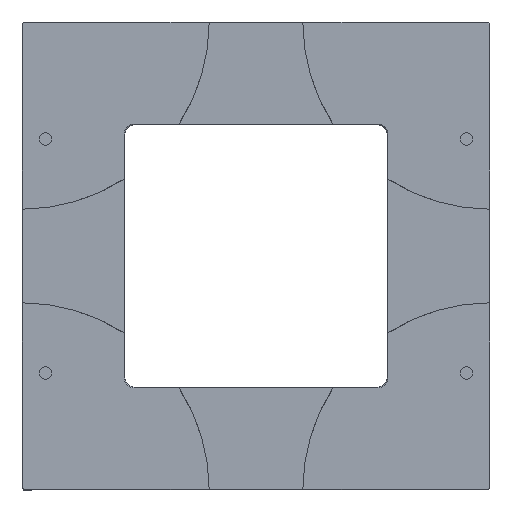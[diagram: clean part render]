
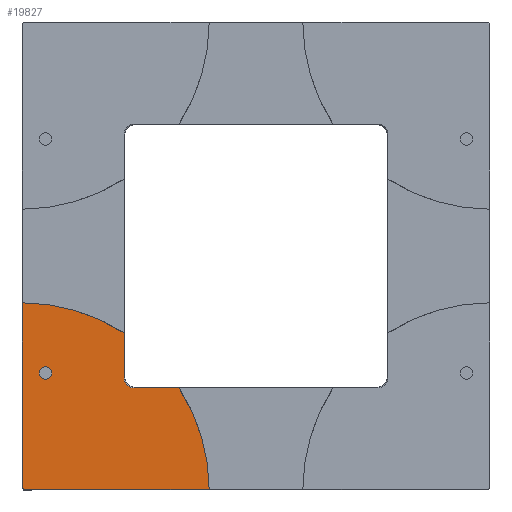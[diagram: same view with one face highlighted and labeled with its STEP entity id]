
A CAD part, front view. The second image highlights one B-rep face of the part: STEP entity #19827.
In plain terms, the highlighted planar face has unit normal (0, -1, 0).
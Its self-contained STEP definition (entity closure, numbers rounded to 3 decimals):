
#42 = CARTESIAN_POINT ( 'NONE',  ( -292.848, 0., 62.5 ) ) ;
#444 = AXIS2_PLACEMENT_3D ( 'NONE', #22039, #16714, #1822 ) ;
#1010 = DIRECTION ( 'NONE',  ( 0., 0., -1. ) ) ;
#1440 = VERTEX_POINT ( 'NONE', #16650 ) ;
#1499 = AXIS2_PLACEMENT_3D ( 'NONE', #5224, #14233, #8558 ) ;
#1628 = ORIENTED_EDGE ( 'NONE', *, *, #5951, .T. ) ;
#1740 = VERTEX_POINT ( 'NONE', #7750 ) ;
#1822 = DIRECTION ( 'NONE',  ( -1., 0., 0. ) ) ;
#2161 = CARTESIAN_POINT ( 'NONE',  ( -289.548, 0., 62.5 ) ) ;
#2643 = CIRCLE ( 'NONE', #444, 5.5 ) ;
#3149 = DIRECTION ( 'NONE',  ( -1., 0., 0. ) ) ;
#3417 = FACE_BOUND ( 'NONE', #6995, .T. ) ;
#3537 = CARTESIAN_POINT ( 'NONE',  ( -286.248, 0., 62.5 ) ) ;
#3631 = CARTESIAN_POINT ( 'NONE',  ( -301.548, 0., 99.999 ) ) ;
#4005 = CARTESIAN_POINT ( 'NONE',  ( -242.048, 0., 54.5 ) ) ;
#4594 = DIRECTION ( 'NONE',  ( 1., 0., 0. ) ) ;
#4680 = DIRECTION ( 'NONE',  ( 0., 1., 0. ) ) ;
#4735 = EDGE_LOOP ( 'NONE', ( #12503, #7593, #7475, #12775, #6799, #12544, #10727, #11665 ) ) ;
#5224 = CARTESIAN_POINT ( 'NONE',  ( -302.048, 0., 0. ) ) ;
#5679 = DIRECTION ( 'NONE',  ( 1., 0., 0. ) ) ;
#5951 = EDGE_CURVE ( 'NONE', #21698, #20432, #23535, .T. ) ;
#5963 = CARTESIAN_POINT ( 'NONE',  ( -300.841, 0., 0.5 ) ) ;
#6730 = VERTEX_POINT ( 'NONE', #15552 ) ;
#6750 = VECTOR ( 'NONE', #8851, 1000. ) ;
#6799 = ORIENTED_EDGE ( 'NONE', *, *, #10952, .F. ) ;
#6838 = EDGE_CURVE ( 'NONE', #8608, #1740, #7642, .T. ) ;
#6995 = EDGE_LOOP ( 'NONE', ( #22509, #1628 ) ) ;
#7475 = ORIENTED_EDGE ( 'NONE', *, *, #22850, .T. ) ;
#7593 = ORIENTED_EDGE ( 'NONE', *, *, #6838, .T. ) ;
#7642 = LINE ( 'NONE', #4005, #12506 ) ;
#7750 = CARTESIAN_POINT ( 'NONE',  ( -242.048, 0., 54.5 ) ) ;
#8130 = VERTEX_POINT ( 'NONE', #5963 ) ;
#8378 = VECTOR ( 'NONE', #1010, 1000. ) ;
#8558 = DIRECTION ( 'NONE',  ( -1., 0., 0. ) ) ;
#8582 = PLANE ( 'NONE',  #15157 ) ;
#8608 = VERTEX_POINT ( 'NONE', #12044 ) ;
#8670 = CARTESIAN_POINT ( 'NONE',  ( -177.048, 0., 125. ) ) ;
#8722 = AXIS2_PLACEMENT_3D ( 'NONE', #2161, #22451, #5679 ) ;
#8851 = DIRECTION ( 'NONE',  ( 0., 0., 1. ) ) ;
#8977 = DIRECTION ( 'NONE',  ( -1., 0., 0. ) ) ;
#9597 = CARTESIAN_POINT ( 'NONE',  ( -247.548, 0., 83.844 ) ) ;
#9620 = LINE ( 'NONE', #19877, #10192 ) ;
#9675 = AXIS2_PLACEMENT_3D ( 'NONE', #21035, #4680, #4594 ) ;
#10192 = VECTOR ( 'NONE', #21729, 1000. ) ;
#10727 = ORIENTED_EDGE ( 'NONE', *, *, #13177, .T. ) ;
#10952 = EDGE_CURVE ( 'NONE', #12246, #15030, #17226, .T. ) ;
#11665 = ORIENTED_EDGE ( 'NONE', *, *, #20790, .T. ) ;
#12044 = CARTESIAN_POINT ( 'NONE',  ( -218.204, 0., 54.5 ) ) ;
#12246 = VERTEX_POINT ( 'NONE', #3631 ) ;
#12406 = DIRECTION ( 'NONE',  ( 0., -1., 0. ) ) ;
#12503 = ORIENTED_EDGE ( 'NONE', *, *, #22042, .F. ) ;
#12506 = VECTOR ( 'NONE', #22306, 1000. ) ;
#12544 = ORIENTED_EDGE ( 'NONE', *, *, #23012, .T. ) ;
#12775 = ORIENTED_EDGE ( 'NONE', *, *, #15881, .T. ) ;
#13177 = EDGE_CURVE ( 'NONE', #1440, #8130, #9620, .T. ) ;
#13708 = FACE_OUTER_BOUND ( 'NONE', #4735, .T. ) ;
#13737 = CARTESIAN_POINT ( 'NONE',  ( -202.049, 0., 0.5 ) ) ;
#13852 = AXIS2_PLACEMENT_3D ( 'NONE', #14243, #21847, #8977 ) ;
#13936 = CARTESIAN_POINT ( 'NONE',  ( -301.548, 0., 125. ) ) ;
#14233 = DIRECTION ( 'NONE',  ( 0., 1., 0. ) ) ;
#14243 = CARTESIAN_POINT ( 'NONE',  ( -302.048, 0., 0. ) ) ;
#14518 = CARTESIAN_POINT ( 'NONE',  ( -247.548, 0., 83.516 ) ) ;
#15030 = VERTEX_POINT ( 'NONE', #9597 ) ;
#15157 = AXIS2_PLACEMENT_3D ( 'NONE', #8670, #12406, #3149 ) ;
#15343 = LINE ( 'NONE', #17450, #17387 ) ;
#15552 = CARTESIAN_POINT ( 'NONE',  ( -247.548, 0., 60. ) ) ;
#15881 = EDGE_CURVE ( 'NONE', #6730, #15030, #20526, .T. ) ;
#16430 = LINE ( 'NONE', #13936, #8378 ) ;
#16650 = CARTESIAN_POINT ( 'NONE',  ( -301.548, 0., 1.207 ) ) ;
#16714 = DIRECTION ( 'NONE',  ( 0., 1., 0. ) ) ;
#17226 = CIRCLE ( 'NONE', #13852, 100. ) ;
#17387 = VECTOR ( 'NONE', #19636, 1000. ) ;
#17450 = CARTESIAN_POINT ( 'NONE',  ( -177.048, 0., 0.5 ) ) ;
#18229 = CIRCLE ( 'NONE', #9675, 3.3 ) ;
#19636 = DIRECTION ( 'NONE',  ( 1., 0., 0. ) ) ;
#19827 = ADVANCED_FACE ( 'NONE', ( #13708, #3417 ), #8582, .T. ) ;
#19877 = CARTESIAN_POINT ( 'NONE',  ( -301.194, 0., 0.854 ) ) ;
#20432 = VERTEX_POINT ( 'NONE', #3537 ) ;
#20526 = LINE ( 'NONE', #14518, #6750 ) ;
#20790 = EDGE_CURVE ( 'NONE', #8130, #20841, #15343, .T. ) ;
#20841 = VERTEX_POINT ( 'NONE', #13737 ) ;
#21035 = CARTESIAN_POINT ( 'NONE',  ( -289.548, 0., 62.5 ) ) ;
#21698 = VERTEX_POINT ( 'NONE', #42 ) ;
#21729 = DIRECTION ( 'NONE',  ( 0.707, 0., -0.707 ) ) ;
#21847 = DIRECTION ( 'NONE',  ( 0., 1., 0. ) ) ;
#21937 = EDGE_CURVE ( 'NONE', #20432, #21698, #18229, .T. ) ;
#22039 = CARTESIAN_POINT ( 'NONE',  ( -242.048, 0., 60. ) ) ;
#22042 = EDGE_CURVE ( 'NONE', #8608, #20841, #23396, .T. ) ;
#22306 = DIRECTION ( 'NONE',  ( -1., 0., 0. ) ) ;
#22451 = DIRECTION ( 'NONE',  ( 0., 1., 0. ) ) ;
#22509 = ORIENTED_EDGE ( 'NONE', *, *, #21937, .T. ) ;
#22850 = EDGE_CURVE ( 'NONE', #1740, #6730, #2643, .T. ) ;
#23012 = EDGE_CURVE ( 'NONE', #12246, #1440, #16430, .T. ) ;
#23396 = CIRCLE ( 'NONE', #1499, 100. ) ;
#23535 = CIRCLE ( 'NONE', #8722, 3.3 ) ;
